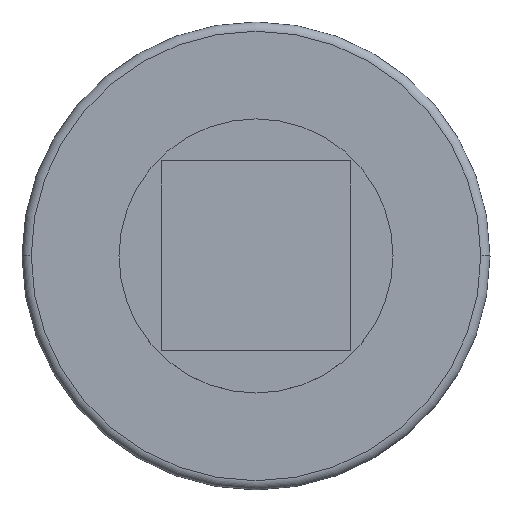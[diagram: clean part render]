
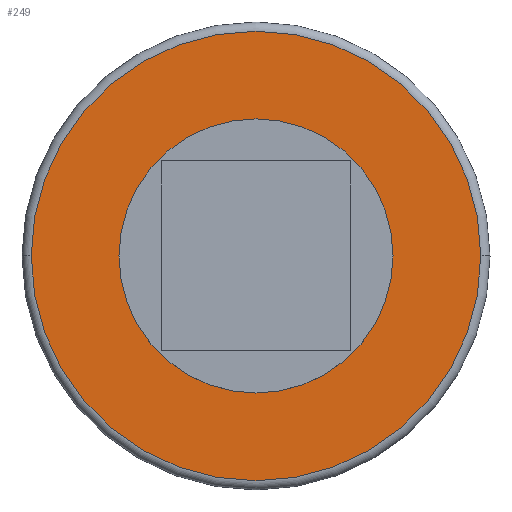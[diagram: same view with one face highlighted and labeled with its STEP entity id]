
A CAD part, top view. The second image highlights one B-rep face of the part: STEP entity #249.
In plain terms, the highlighted planar face has unit normal (0, 0, 1).
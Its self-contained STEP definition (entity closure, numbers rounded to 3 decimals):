
#119 = VERTEX_POINT ( 'NONE', #368 ) ;
#141 = VERTEX_POINT ( 'NONE', #348 ) ;
#143 = EDGE_CURVE ( 'NONE', #119, #141, #304, .T. ) ;
#154 = CARTESIAN_POINT ( 'NONE',  ( 0., 0., 4.774 ) ) ;
#175 = VERTEX_POINT ( 'NONE', #692 ) ;
#194 = ORIENTED_EDGE ( 'NONE', *, *, #195, .T. ) ;
#195 = EDGE_CURVE ( 'NONE', #141, #119, #662, .T. ) ;
#196 = ORIENTED_EDGE ( 'NONE', *, *, #254, .F. ) ;
#197 = ORIENTED_EDGE ( 'NONE', *, *, #235, .F. ) ;
#235 = EDGE_CURVE ( 'NONE', #175, #246, #528, .T. ) ;
#246 = VERTEX_POINT ( 'NONE', #633 ) ;
#249 = ADVANCED_FACE ( 'NONE', ( #552, #626 ), #572, .F. ) ;
#250 = EDGE_LOOP ( 'NONE', ( #251, #194 ) ) ;
#251 = ORIENTED_EDGE ( 'NONE', *, *, #143, .T. ) ;
#252 = EDGE_LOOP ( 'NONE', ( #196, #197 ) ) ;
#254 = EDGE_CURVE ( 'NONE', #246, #175, #562, .T. ) ;
#303 = AXIS2_PLACEMENT_3D ( 'NONE', #154, #341, #335 ) ;
#304 = CIRCLE ( 'NONE', #303, 42.632 ) ;
#335 = DIRECTION ( 'NONE',  ( -1., 0., 0. ) ) ;
#341 = DIRECTION ( 'NONE',  ( 0., 0., 1. ) ) ;
#348 = CARTESIAN_POINT ( 'NONE',  ( -42.632, 0., 4.774 ) ) ;
#368 = CARTESIAN_POINT ( 'NONE',  ( 42.632, 0., 4.774 ) ) ;
#521 = DIRECTION ( 'NONE',  ( 0., 0., 1. ) ) ;
#522 = CARTESIAN_POINT ( 'NONE',  ( 0., 0., 4.774 ) ) ;
#523 = AXIS2_PLACEMENT_3D ( 'NONE', #522, #521, #524 ) ;
#524 = DIRECTION ( 'NONE',  ( 1., 0., 0. ) ) ;
#528 = CIRCLE ( 'NONE', #523, 26. ) ;
#552 = FACE_OUTER_BOUND ( 'NONE', #250, .T. ) ;
#553 = DIRECTION ( 'NONE',  ( 0., 0., -1. ) ) ;
#554 = CARTESIAN_POINT ( 'NONE',  ( 0., 44.384, 4.774 ) ) ;
#561 = AXIS2_PLACEMENT_3D ( 'NONE', #617, #625, #624 ) ;
#562 = CIRCLE ( 'NONE', #561, 26. ) ;
#572 = PLANE ( 'NONE',  #627 ) ;
#617 = CARTESIAN_POINT ( 'NONE',  ( 0., 0., 4.774 ) ) ;
#624 = DIRECTION ( 'NONE',  ( 1., 0., 0. ) ) ;
#625 = DIRECTION ( 'NONE',  ( 0., 0., 1. ) ) ;
#626 = FACE_BOUND ( 'NONE', #252, .T. ) ;
#627 = AXIS2_PLACEMENT_3D ( 'NONE', #554, #553, #634 ) ;
#633 = CARTESIAN_POINT ( 'NONE',  ( 26., 0., 4.774 ) ) ;
#634 = DIRECTION ( 'NONE',  ( -1., 0., 0. ) ) ;
#644 = DIRECTION ( 'NONE',  ( -1., 0., 0. ) ) ;
#645 = DIRECTION ( 'NONE',  ( 0., 0., 1. ) ) ;
#660 = CARTESIAN_POINT ( 'NONE',  ( 0., 0., 4.774 ) ) ;
#661 = AXIS2_PLACEMENT_3D ( 'NONE', #660, #645, #644 ) ;
#662 = CIRCLE ( 'NONE', #661, 42.632 ) ;
#692 = CARTESIAN_POINT ( 'NONE',  ( -26., 0., 4.774 ) ) ;
